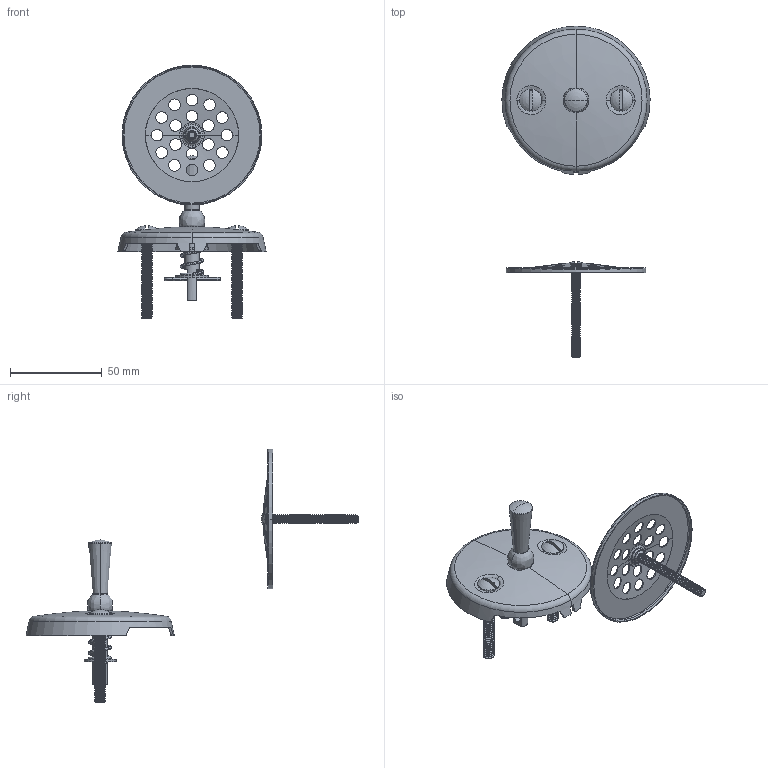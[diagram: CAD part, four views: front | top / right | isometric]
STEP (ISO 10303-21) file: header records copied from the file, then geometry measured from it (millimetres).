
FILE_DESCRIPTION((''),'2;1');
FILE_NAME('275_ASM','2021-10-25T14:17:53',('rsmith'),(''),'CREO PARAMETRIC BY PTC INC, 2018400','CREO PARAMETRIC BY PTC INC, 2018400','');
FILE_SCHEMA(('AUTOMOTIVE_DESIGN { 1 0 10303 214 1 1 1 1 }'));
Length unit declared in the file: inch
Products named in the file (11): 50261; 92064; 260_ASM; 50264; 50265; 50267; 50266; 92066; 92065; 267_ASM; 275_ASM
Assembly tree (12 placements, depth 3):
  275_ASM
    260_ASM
      50261
      92064
    267_ASM
      50264
      50265
      50267  x2
      50266
      92066
      92065  x2
Bounding box: 80.77 x 180.87 x 138.24 mm (x, y, z)
Volume: 20168.7 mm3; surface area: 32360.9 mm2
Topology: 10 solids, 10 shells, 592 faces, 1605 edges, 1025 vertices
Faces by surface type: cylinder 319, bspline 109, plane 82, cone 44, torus 30, sphere 8
Entity records: 40248 total; most frequent: CARTESIAN_POINT 24657, ORIENTED_EDGE 2578, DIRECTION 1821, PRESENTATION_STYLE_ASSIGNMENT 1297, STYLED_ITEM 1297, CURVE_STYLE 1289, EDGE_CURVE 1289, VERTEX_POINT 822
